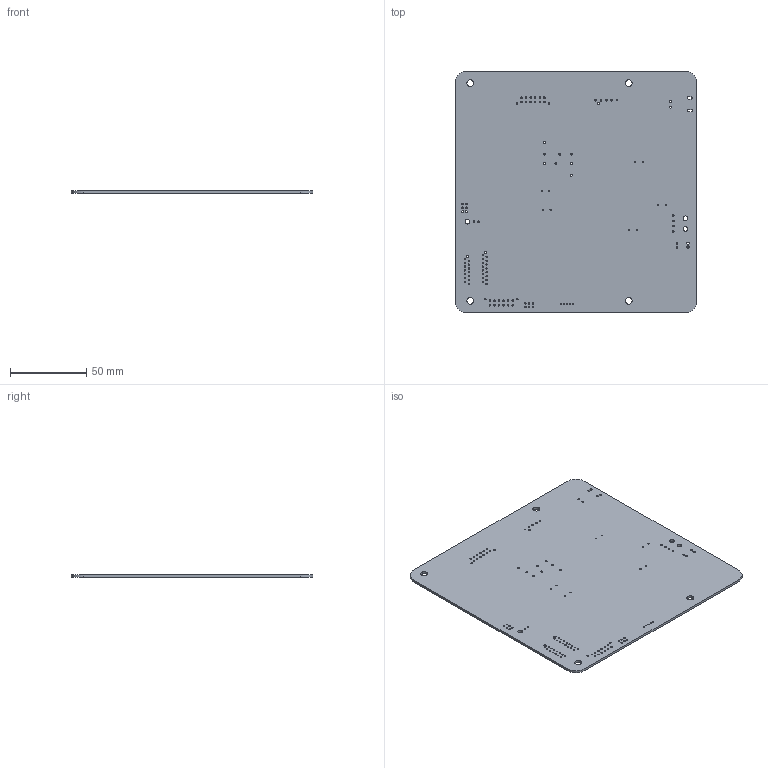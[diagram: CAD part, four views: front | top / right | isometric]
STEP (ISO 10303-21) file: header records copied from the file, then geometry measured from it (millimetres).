
FILE_DESCRIPTION(('KiCad electronic assembly'),'2;1');
FILE_NAME('service_section_controller.step','2021-11-16T20:28:58',( 'An Author'),('A Company'),'Open CASCADE STEP processor 7.3', 'KiCad to STEP converter','Unknown');
FILE_SCHEMA(('AUTOMOTIVE_DESIGN { 1 0 10303 214 1 1 1 1 }'));
Length unit declared in the file: millimetre
Products named in the file (2): Open CASCADE STEP translator 7.3 1; COMPOUND
Assembly tree (1 placements, depth 2):
  Open CASCADE STEP translator 7.3 1
    COMPOUND
Bounding box: 158.75 x 158.75 x 1.6 mm (x, y, z)
Volume: 39942.8 mm3; surface area: 51637.8 mm2
Topology: 1 solids, 1 shells, 138 faces, 408 edges, 272 vertices
Faces by surface type: cylinder 128, plane 10
Full cylindrical faces by diameter (mm): 0.7 x2, 0.71 x5, 0.762 x1, 0.8 x34, 0.864 x4, 1 x28, 1.016 x12, 1.02 x10, 1.2 x4, 1.3 x8, 1.5 x2, 1.6 x3, 3 x1, 3.09 x2, 4.5 x4
Entity records: 10607 total; most frequent: DIRECTION 1760, CARTESIAN_POINT 1636, ORIENTED_EDGE 816, PCURVE 816, DEFINITIONAL_REPRESENTATION 816, LINE 712, VECTOR 712, CIRCLE 512
